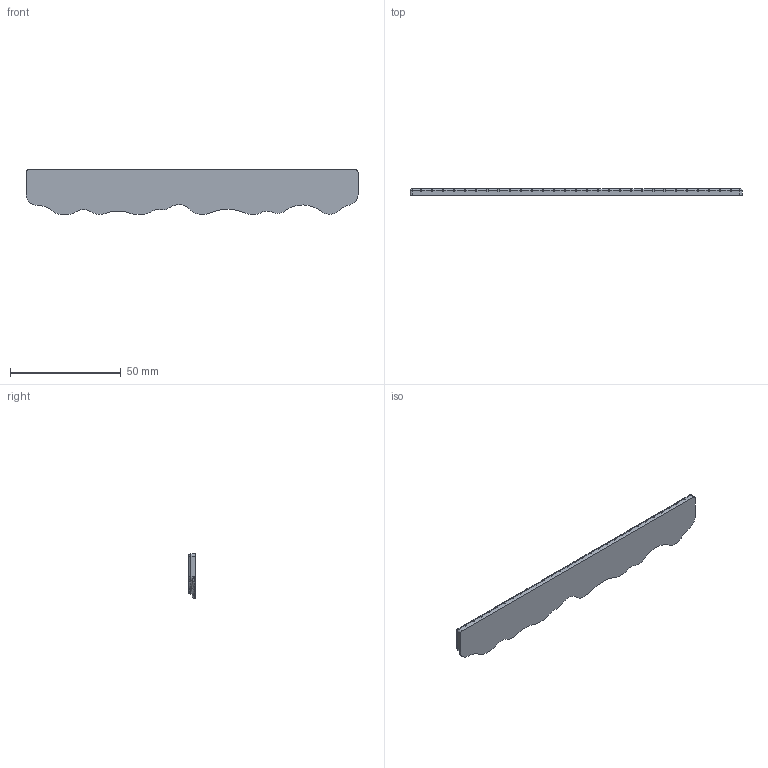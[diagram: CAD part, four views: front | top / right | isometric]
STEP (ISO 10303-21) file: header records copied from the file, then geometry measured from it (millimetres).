
FILE_DESCRIPTION(/* description */ (''),/* implementation_level */ '2;1');
FILE_NAME(/* name */ 'ruler.step',/* time_stamp */ '2025-12-18T16:46:28Z',/* author */ (''),/* organization */ (''),/* preprocessor_version */ 'ST-DEVELOPER v20.1',/* originating_system */ 'Autodesk Translation Framework v14.21.0.0',/* authorisation */ '');
FILE_SCHEMA (('AUTOMOTIVE_DESIGN { 1 0 10303 214 3 1 1 }'));
Length unit declared in the file: millimetre
Products named in the file (1): ruler
Bounding box: 150 x 3 x 20 mm (x, y, z)
Volume: 7298.3 mm3; surface area: 6903.1 mm2
Topology: 1 solids, 1 shells, 262 faces, 720 edges, 460 vertices
Faces by surface type: plane 128, cylinder 86, torus 46, sphere 2
Entity records: 8361 total; most frequent: DIRECTION 1496, CARTESIAN_POINT 1461, ORIENTED_EDGE 1440, EDGE_CURVE 720, AXIS2_PLACEMENT_3D 517, LINE 462, VECTOR 462, VERTEX_POINT 460
